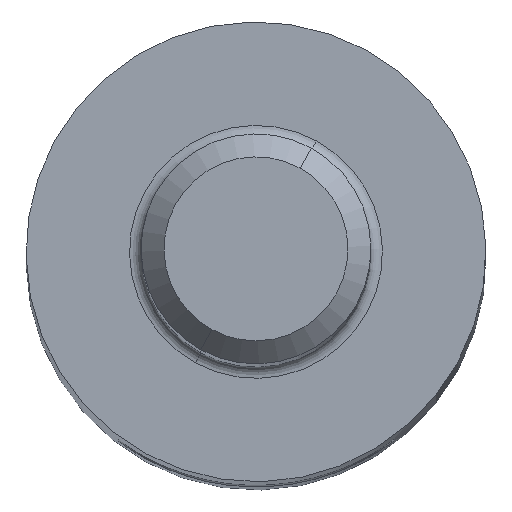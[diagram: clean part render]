
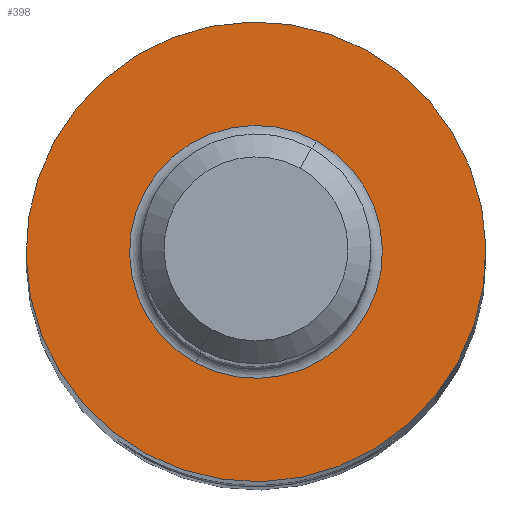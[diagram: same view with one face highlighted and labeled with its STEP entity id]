
A CAD part, top view. The second image highlights one B-rep face of the part: STEP entity #398.
In plain terms, the highlighted planar face has unit normal (0, 0, 1).
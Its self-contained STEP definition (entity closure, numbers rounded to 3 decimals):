
#200=CARTESIAN_POINT('Axis2P3D Location',(0.,0.,0.)) ;
#204=CARTESIAN_POINT('Vertex',(2.637,4.827,0.)) ;
#206=CARTESIAN_POINT('Vertex',(-2.637,-4.827,0.)) ;
#235=CARTESIAN_POINT('Axis2P3D Location',(0.,0.,0.)) ;
#371=CARTESIAN_POINT('Axis2P3D Location',(0.,10.,0.)) ;
#376=CARTESIAN_POINT('Axis2P3D Location',(0.,0.,0.)) ;
#380=CARTESIAN_POINT('Vertex',(4.794,8.776,0.)) ;
#382=CARTESIAN_POINT('Vertex',(-4.794,-8.776,0.)) ;
#385=CARTESIAN_POINT('Axis2P3D Location',(0.,0.,0.)) ;
#201=DIRECTION('Axis2P3D Direction',(0.,0.,-1.)) ;
#236=DIRECTION('Axis2P3D Direction',(0.,0.,-1.)) ;
#372=DIRECTION('Axis2P3D Direction',(0.,0.,-1.)) ;
#373=DIRECTION('Axis2P3D XDirection',(1.,0.,0.)) ;
#377=DIRECTION('Axis2P3D Direction',(0.,0.,-1.)) ;
#386=DIRECTION('Axis2P3D Direction',(0.,0.,-1.)) ;
#202=AXIS2_PLACEMENT_3D('Circle Axis2P3D',#200,#201,$) ;
#237=AXIS2_PLACEMENT_3D('Circle Axis2P3D',#235,#236,$) ;
#374=AXIS2_PLACEMENT_3D('Plane Axis2P3D',#371,#372,#373) ;
#378=AXIS2_PLACEMENT_3D('Circle Axis2P3D',#376,#377,$) ;
#387=AXIS2_PLACEMENT_3D('Circle Axis2P3D',#385,#386,$) ;
#391=ORIENTED_EDGE('',*,*,#384,.F.) ;
#392=ORIENTED_EDGE('',*,*,#389,.F.) ;
#395=ORIENTED_EDGE('',*,*,#239,.T.) ;
#396=ORIENTED_EDGE('',*,*,#208,.T.) ;
#397=FACE_BOUND('',#394,.T.) ;
#398=ADVANCED_FACE('PartBody',(#393,#397),#375,.F.) ;
#203=CIRCLE('generated circle',#202,5.5) ;
#238=CIRCLE('generated circle',#237,5.5) ;
#379=CIRCLE('generated circle',#378,10.) ;
#388=CIRCLE('generated circle',#387,10.) ;
#208=EDGE_CURVE('',#205,#207,#203,.T.) ;
#239=EDGE_CURVE('',#207,#205,#238,.T.) ;
#384=EDGE_CURVE('',#381,#383,#379,.T.) ;
#389=EDGE_CURVE('',#383,#381,#388,.T.) ;
#390=EDGE_LOOP('',(#391,#392)) ;
#394=EDGE_LOOP('',(#395,#396)) ;
#393=FACE_OUTER_BOUND('',#390,.T.) ;
#375=PLANE('',#374) ;
#205=VERTEX_POINT('',#204) ;
#207=VERTEX_POINT('',#206) ;
#381=VERTEX_POINT('',#380) ;
#383=VERTEX_POINT('',#382) ;
